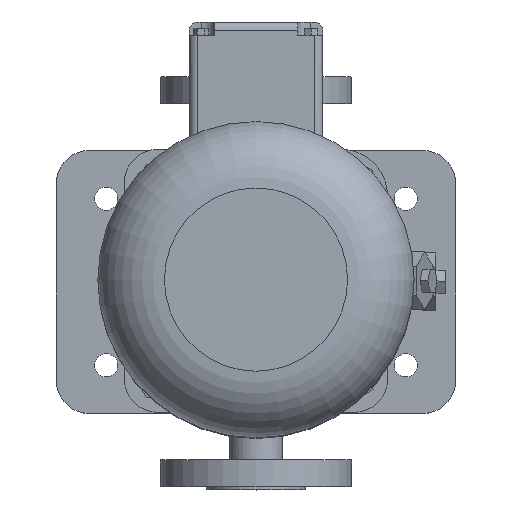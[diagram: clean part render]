
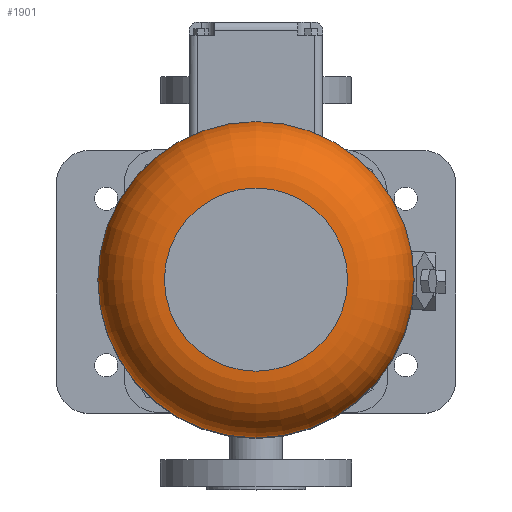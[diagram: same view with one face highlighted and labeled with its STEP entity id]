
A CAD part, top view. The second image highlights one B-rep face of the part: STEP entity #1901.
In plain terms, the highlighted toroidal (fillet/blend) face has major radius 55 mm and minor radius 40 mm.
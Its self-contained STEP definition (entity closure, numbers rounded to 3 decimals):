
#1901=ADVANCED_FACE('',(#5956,#5958),#5960,.T.);
#5956=FACE_OUTER_BOUND('',#5957,.T.);
#5957=EDGE_LOOP('',(#9475));
#5958=FACE_OUTER_BOUND('',#5959,.T.);
#5959=EDGE_LOOP('',(#9476));
#5960=TOROIDAL_SURFACE('',#5961,55.,40.);
#5961=AXIS2_PLACEMENT_3D('',#5962,#5963,#5964);
#5962=CARTESIAN_POINT('',(0.,0.,783.));
#5963=DIRECTION('',(0.,0.,-1.));
#5964=DIRECTION('',(0.,1.,0.));
#9475=ORIENTED_EDGE('',*,*,#11512,.F.);
#9476=ORIENTED_EDGE('',*,*,#11514,.T.);
#11512=EDGE_CURVE('',#13341,#13341,#13342,.T.);
#11514=EDGE_CURVE('',#13345,#13345,#13346,.T.);
#13341=VERTEX_POINT('',#17203);
#13342=CIRCLE('',#17204,95.);
#13345=VERTEX_POINT('',#17213);
#13346=CIRCLE('',#17214,55.);
#17203=CARTESIAN_POINT('',(0.,95.,783.));
#17204=AXIS2_PLACEMENT_3D('',#17205,#17206,#17207);
#17205=CARTESIAN_POINT('',(0.,0.,783.));
#17206=DIRECTION('',(0.,0.,-1.));
#17207=DIRECTION('',(0.,1.,0.));
#17213=CARTESIAN_POINT('',(0.,55.,823.));
#17214=AXIS2_PLACEMENT_3D('',#17215,#17216,#17217);
#17215=CARTESIAN_POINT('',(0.,0.,823.));
#17216=DIRECTION('',(0.,0.,-1.));
#17217=DIRECTION('',(0.,1.,0.));
